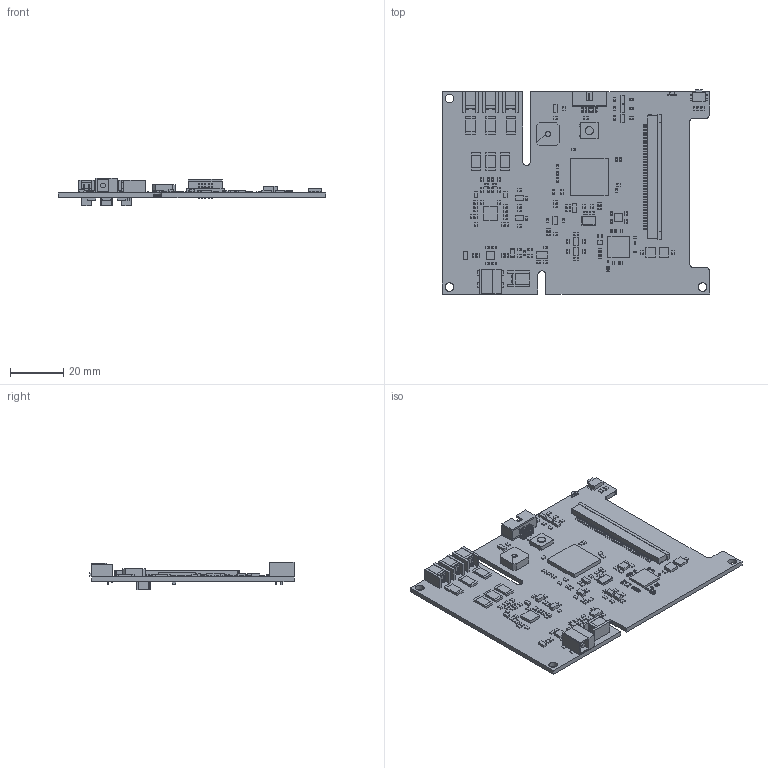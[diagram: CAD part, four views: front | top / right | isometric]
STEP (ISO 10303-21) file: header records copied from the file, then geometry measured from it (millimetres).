
FILE_DESCRIPTION(('Open CASCADE Model'),'2;1');
FILE_NAME('Open CASCADE Shape Model','2016-03-08T00:13:02',('Author'),( 'Open CASCADE'),'Open CASCADE STEP processor 6.5','Open CASCADE 6.5' ,'Unknown');
FILE_SCHEMA(('AUTOMOTIVE_DESIGN { 1 0 10303 214 1 1 1 1 }'));
Length unit declared in the file: millimetre
Products named in the file (340): PCB; Board; U13; 69253376; Extruded; JE3; 634574352; 69253248; 69245312; 69246592; 634575632; 69244288; JE2; JE1; R35; 69245952; 69246208; R34; R33; 69245568; 69245696; R32; R31; J5; 634574224; 634572048; 69249152; 69249280; 69249408; 69249536; 69249792; SW1; 69243520; 69249920; 69250048; 685074424; Cylinder; Z1; 69244032; 685074544 ...
Assembly tree (834 placements, depth 4):
  PCB
    Board
    U13
      69253376
        Extruded
    JE3
      634574352  x2
        Extruded
      69253248
        Extruded
      69245312  x2
        Extruded
      69246592
        Extruded
      634575632
        Extruded
      69244288  x2
        Extruded
    JE2
      634574352  x2
        Extruded
      69253248
        Extruded
      69245312  x2
        Extruded
      69246592
        Extruded
      634575632
        Extruded
      69244288  x2
        Extruded
    JE1
      634574352  x2
        Extruded
      69253248
        Extruded
      69245312  x2
        Extruded
      69246592
        Extruded
      634575632
        Extruded
      69244288  x2
        Extruded
    R35
      69245952
        Extruded
      69246208  x2
        Extruded
    R34
      69245952
        Extruded
      69246208  x2
        Extruded
    R33
      69245568
        Extruded
      69245696  x2
        Extruded
    R32
Bounding box: 100.01 x 76.4 x 10.26 mm (x, y, z)
Volume: 15145.8 mm3; surface area: 22648.6 mm2
Topology: 585 solids, 585 shells, 3780 faces, 7847 edges, 5226 vertices
Faces by surface type: plane 3752, cylinder 28
Full cylindrical faces by diameter (mm): 0.6 x2, 0.7 x10, 0.8 x2, 1 x8, 1.8 x1, 2 x1, 3 x1, 3.2 x3
Entity records: 58929 total; most frequent: DIRECTION 9109, CARTESIAN_POINT 8774, LINE 5661, VECTOR 5661, ORIENTED_EDGE 3852, PCURVE 3850, DEFINITIONAL_REPRESENTATION 3850, EDGE_CURVE 1925
